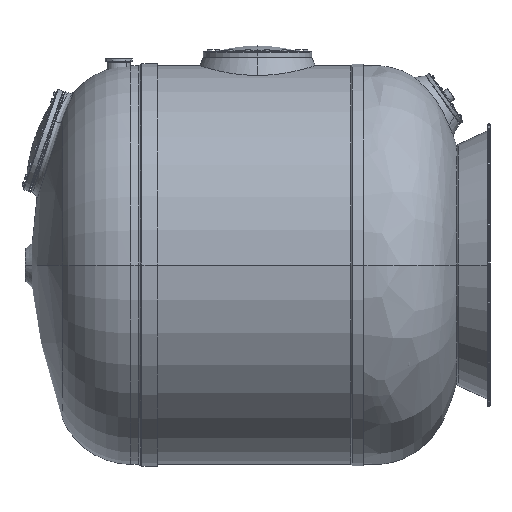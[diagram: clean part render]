
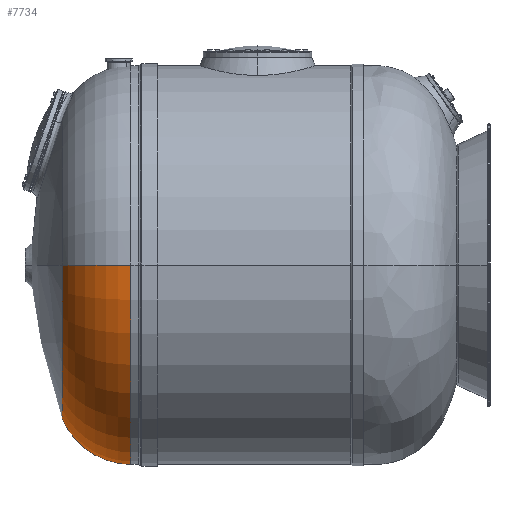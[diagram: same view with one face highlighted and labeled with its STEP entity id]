
A CAD part, left-side view. The second image highlights one B-rep face of the part: STEP entity #7734.
In plain terms, the highlighted toroidal (fillet/blend) face has major radius 573.44 mm and minor radius 344.062 mm.
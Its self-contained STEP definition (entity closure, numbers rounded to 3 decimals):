
#712 = EDGE_LOOP ( 'NONE', ( #8277, #32450, #50916, #30455 ) ) ;
#7167 = TOROIDAL_SURFACE ( 'NONE', #31041, 573.44, 344.063 ) ;
#7734 = ADVANCED_FACE ( 'NONE', ( #72157 ), #7167, .T. ) ;
#8277 = ORIENTED_EDGE ( 'NONE', *, *, #61742, .T. ) ;
#8412 = DIRECTION ( 'NONE',  ( 0., 1., 0. ) ) ;
#8474 = DIRECTION ( 'NONE',  ( 0., 1., 0. ) ) ;
#9550 = CARTESIAN_POINT ( 'NONE',  ( -55.773, 1929.332, -650. ) ) ;
#10380 = CARTESIAN_POINT ( 'NONE',  ( -267.501, 1613.138, -650. ) ) ;
#12260 = CIRCLE ( 'NONE', #33652, 344.063 ) ;
#13310 = EDGE_CURVE ( 'NONE', #23713, #34056, #38496, .T. ) ;
#13694 = DIRECTION ( 'NONE',  ( -1., 0.004, 0. ) ) ;
#14094 = EDGE_CURVE ( 'NONE', #33971, #45494, #12260, .T. ) ;
#14642 = AXIS2_PLACEMENT_3D ( 'NONE', #38268, #8412, #56377 ) ;
#18461 = CARTESIAN_POINT ( 'NONE',  ( 76.559, 1611.736, -650. ) ) ;
#21079 = DIRECTION ( 'NONE',  ( 1., 0., 0. ) ) ;
#23713 = VERTEX_POINT ( 'NONE', #32275 ) ;
#25425 = DIRECTION ( 'NONE',  ( 1., 0.004, 0. ) ) ;
#28053 = DIRECTION ( 'NONE',  ( 0., 1., 0. ) ) ;
#30455 = ORIENTED_EDGE ( 'NONE', *, *, #13310, .F. ) ;
#31041 = AXIS2_PLACEMENT_3D ( 'NONE', #62773, #8474, #21079 ) ;
#32275 = CARTESIAN_POINT ( 'NONE',  ( 1567.499, 1613.138, -650. ) ) ;
#32450 = ORIENTED_EDGE ( 'NONE', *, *, #14094, .T. ) ;
#33652 = AXIS2_PLACEMENT_3D ( 'NONE', #18461, #48329, #13694 ) ;
#33971 = VERTEX_POINT ( 'NONE', #10380 ) ;
#34056 = VERTEX_POINT ( 'NONE', #47962 ) ;
#35478 = CARTESIAN_POINT ( 'NONE',  ( 649.999, 1929.332, -650. ) ) ;
#37266 = AXIS2_PLACEMENT_3D ( 'NONE', #37556, #44248, #25425 ) ;
#37556 = CARTESIAN_POINT ( 'NONE',  ( 1223.44, 1611.736, -650. ) ) ;
#38268 = CARTESIAN_POINT ( 'NONE',  ( 649.999, 1613.138, -650. ) ) ;
#38496 = CIRCLE ( 'NONE', #37266, 344.063 ) ;
#43041 = CIRCLE ( 'NONE', #65696, 705.773 ) ;
#44248 = DIRECTION ( 'NONE',  ( 0., 0., 1. ) ) ;
#44748 = CIRCLE ( 'NONE', #14642, 917.5 ) ;
#45494 = VERTEX_POINT ( 'NONE', #9550 ) ;
#47962 = CARTESIAN_POINT ( 'NONE',  ( 1355.772, 1929.332, -650. ) ) ;
#48329 = DIRECTION ( 'NONE',  ( 0., 0., -1. ) ) ;
#49332 = EDGE_CURVE ( 'NONE', #34056, #45494, #43041, .T. ) ;
#50916 = ORIENTED_EDGE ( 'NONE', *, *, #49332, .F. ) ;
#53174 = DIRECTION ( 'NONE',  ( 1., 0., 0. ) ) ;
#56377 = DIRECTION ( 'NONE',  ( 1., 0., 0. ) ) ;
#61742 = EDGE_CURVE ( 'NONE', #23713, #33971, #44748, .T. ) ;
#62773 = CARTESIAN_POINT ( 'NONE',  ( 649.999, 1611.736, -650. ) ) ;
#65696 = AXIS2_PLACEMENT_3D ( 'NONE', #35478, #28053, #53174 ) ;
#72157 = FACE_OUTER_BOUND ( 'NONE', #712, .T. ) ;
